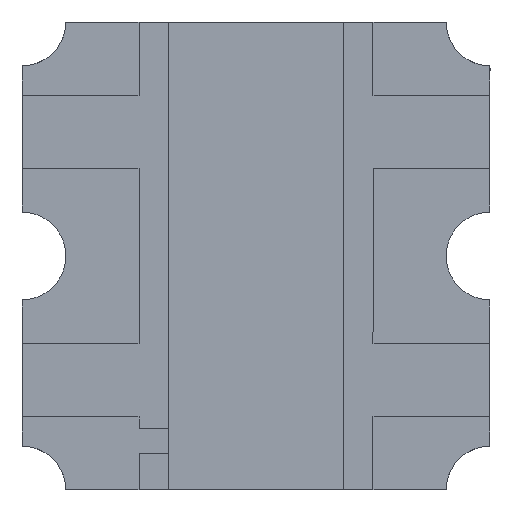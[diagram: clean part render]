
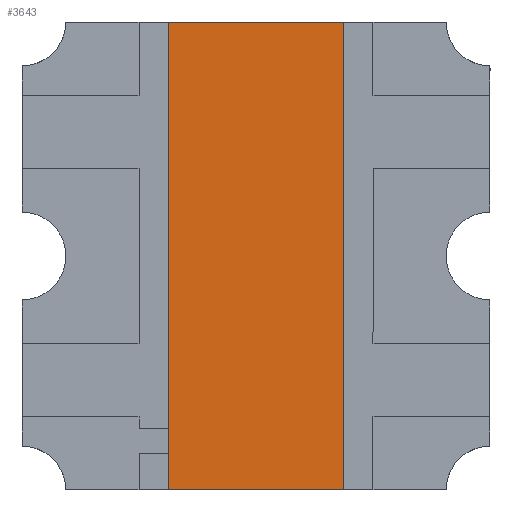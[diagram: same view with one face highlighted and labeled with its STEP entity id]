
A CAD part, front view. The second image highlights one B-rep face of the part: STEP entity #3643.
In plain terms, the highlighted planar face has unit normal (0, -1, 0).
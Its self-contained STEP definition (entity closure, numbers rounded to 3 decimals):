
#106 = CARTESIAN_POINT ( 'NONE',  ( -0.3, 0., 0.8 ) ) ;
#169 = CARTESIAN_POINT ( 'NONE',  ( -0.3, 0., 0. ) ) ;
#220 = DIRECTION ( 'NONE',  ( 0., 0., 1. ) ) ;
#379 = CARTESIAN_POINT ( 'NONE',  ( -0.3, 0., -0.8 ) ) ;
#472 = CARTESIAN_POINT ( 'NONE',  ( 0.3, 0., -0.8 ) ) ;
#569 = VECTOR ( 'NONE', #883, 1000. ) ;
#618 = VERTEX_POINT ( 'NONE', #6060 ) ;
#702 = EDGE_LOOP ( 'NONE', ( #3129, #5122, #1424, #3291 ) ) ;
#730 = LINE ( 'NONE', #6903, #569 ) ;
#752 = LINE ( 'NONE', #169, #3587 ) ;
#883 = DIRECTION ( 'NONE',  ( -1., 0., 0. ) ) ;
#934 = VERTEX_POINT ( 'NONE', #472 ) ;
#1174 = VERTEX_POINT ( 'NONE', #379 ) ;
#1424 = ORIENTED_EDGE ( 'NONE', *, *, #4170, .T. ) ;
#1945 = VECTOR ( 'NONE', #2263, 1000. ) ;
#2263 = DIRECTION ( 'NONE',  ( 1., 0., 0. ) ) ;
#2310 = EDGE_CURVE ( 'NONE', #1174, #934, #3388, .T. ) ;
#2406 = DIRECTION ( 'NONE',  ( 0., 0., 1. ) ) ;
#2584 = LINE ( 'NONE', #2985, #3421 ) ;
#2985 = CARTESIAN_POINT ( 'NONE',  ( 0.3, 0., 0. ) ) ;
#3068 = DIRECTION ( 'NONE',  ( 0., -1., 0. ) ) ;
#3129 = ORIENTED_EDGE ( 'NONE', *, *, #4837, .F. ) ;
#3291 = ORIENTED_EDGE ( 'NONE', *, *, #6478, .T. ) ;
#3388 = LINE ( 'NONE', #6184, #1945 ) ;
#3421 = VECTOR ( 'NONE', #220, 1000. ) ;
#3431 = FACE_OUTER_BOUND ( 'NONE', #702, .T. ) ;
#3555 = PLANE ( 'NONE',  #3848 ) ;
#3587 = VECTOR ( 'NONE', #2406, 1000. ) ;
#3643 = ADVANCED_FACE ( 'NONE', ( #3431 ), #3555, .T. ) ;
#3848 = AXIS2_PLACEMENT_3D ( 'NONE', #4192, #3068, #6930 ) ;
#4170 = EDGE_CURVE ( 'NONE', #934, #618, #2584, .T. ) ;
#4192 = CARTESIAN_POINT ( 'NONE',  ( 0., 0., 0. ) ) ;
#4721 = VERTEX_POINT ( 'NONE', #106 ) ;
#4837 = EDGE_CURVE ( 'NONE', #1174, #4721, #752, .T. ) ;
#5122 = ORIENTED_EDGE ( 'NONE', *, *, #2310, .T. ) ;
#6060 = CARTESIAN_POINT ( 'NONE',  ( 0.3, 0., 0.8 ) ) ;
#6184 = CARTESIAN_POINT ( 'NONE',  ( 0., 0., -0.8 ) ) ;
#6478 = EDGE_CURVE ( 'NONE', #618, #4721, #730, .T. ) ;
#6903 = CARTESIAN_POINT ( 'NONE',  ( 0., 0., 0.8 ) ) ;
#6930 = DIRECTION ( 'NONE',  ( 1., 0., 0. ) ) ;
